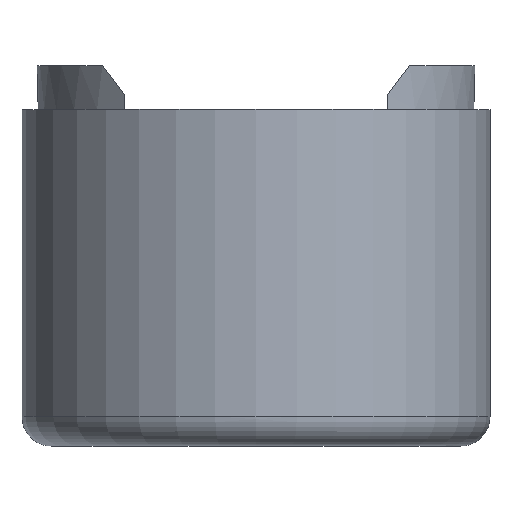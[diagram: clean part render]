
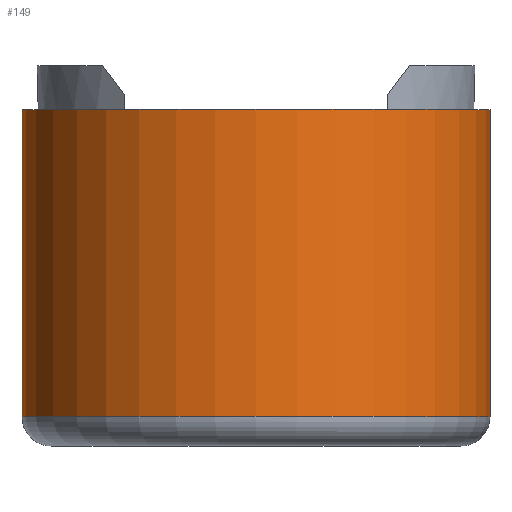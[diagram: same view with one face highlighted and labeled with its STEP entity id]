
A CAD part, top view. The second image highlights one B-rep face of the part: STEP entity #149.
In plain terms, the highlighted cylindrical face has radius 16 mm (diameter 32 mm), a full revolution.
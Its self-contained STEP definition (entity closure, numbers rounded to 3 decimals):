
#40 = VERTEX_POINT ( 'NONE', #271 ) ;
#47 = CIRCLE ( 'NONE', #155, 16. ) ;
#50 = CARTESIAN_POINT ( 'NONE',  ( 0., 23., 0. ) ) ;
#87 = AXIS2_PLACEMENT_3D ( 'NONE', #50, #179, #310 ) ;
#89 = FACE_OUTER_BOUND ( 'NONE', #107, .T. ) ;
#107 = EDGE_LOOP ( 'NONE', ( #206 ) ) ;
#119 = FACE_OUTER_BOUND ( 'NONE', #261, .T. ) ;
#135 = EDGE_CURVE ( 'NONE', #40, #40, #47, .T. ) ;
#149 = ADVANCED_FACE ( 'NONE', ( #89, #119 ), #342, .T. ) ;
#155 = AXIS2_PLACEMENT_3D ( 'NONE', #184, #210, #340 ) ;
#179 = DIRECTION ( 'NONE',  ( 0., -1., 0. ) ) ;
#184 = CARTESIAN_POINT ( 'NONE',  ( 0., 2., 0. ) ) ;
#197 = EDGE_CURVE ( 'NONE', #264, #264, #265, .T. ) ;
#206 = ORIENTED_EDGE ( 'NONE', *, *, #135, .T. ) ;
#210 = DIRECTION ( 'NONE',  ( 0., 1., 0. ) ) ;
#256 = CARTESIAN_POINT ( 'NONE',  ( 0., 23., 0. ) ) ;
#261 = EDGE_LOOP ( 'NONE', ( #346 ) ) ;
#264 = VERTEX_POINT ( 'NONE', #394 ) ;
#265 = CIRCLE ( 'NONE', #317, 16. ) ;
#271 = CARTESIAN_POINT ( 'NONE',  ( 0., 2., 16. ) ) ;
#310 = DIRECTION ( 'NONE',  ( 0., 0., -1. ) ) ;
#316 = DIRECTION ( 'NONE',  ( 0., 0., 1. ) ) ;
#317 = AXIS2_PLACEMENT_3D ( 'NONE', #256, #387, #316 ) ;
#340 = DIRECTION ( 'NONE',  ( 0., 0., 1. ) ) ;
#342 = CYLINDRICAL_SURFACE ( 'NONE', #87, 16. ) ;
#346 = ORIENTED_EDGE ( 'NONE', *, *, #197, .F. ) ;
#387 = DIRECTION ( 'NONE',  ( 0., 1., 0. ) ) ;
#394 = CARTESIAN_POINT ( 'NONE',  ( 0., 23., 16. ) ) ;
